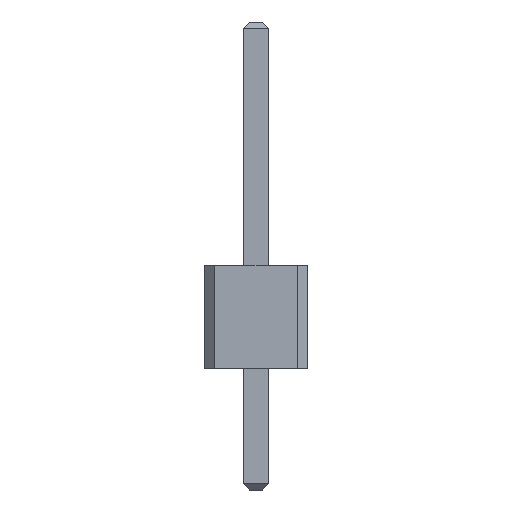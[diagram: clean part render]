
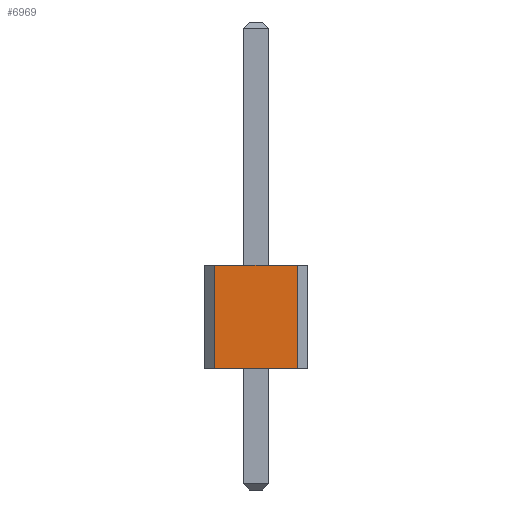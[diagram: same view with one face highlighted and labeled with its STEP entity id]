
A CAD part, front view. The second image highlights one B-rep face of the part: STEP entity #6969.
In plain terms, the highlighted planar face has unit normal (0, -1, 0).
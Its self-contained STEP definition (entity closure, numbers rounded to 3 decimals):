
#695 = VERTEX_POINT('',#696);
#696 = CARTESIAN_POINT('',(1.02,-64.77,0.));
#702 = EDGE_CURVE('',#703,#695,#705,.T.);
#703 = VERTEX_POINT('',#704);
#704 = CARTESIAN_POINT('',(-1.02,-64.77,0.));
#705 = LINE('',#706,#707);
#706 = CARTESIAN_POINT('',(-1.27,-64.77,0.));
#707 = VECTOR('',#708,1.);
#708 = DIRECTION('',(1.,0.,0.));
#2867 = VERTEX_POINT('',#2868);
#2868 = CARTESIAN_POINT('',(-1.02,-64.77,2.54));
#2874 = EDGE_CURVE('',#2867,#2875,#2877,.T.);
#2875 = VERTEX_POINT('',#2876);
#2876 = CARTESIAN_POINT('',(1.02,-64.77,2.54));
#2877 = LINE('',#2878,#2879);
#2878 = CARTESIAN_POINT('',(-1.27,-64.77,2.54));
#2879 = VECTOR('',#2880,1.);
#2880 = DIRECTION('',(1.,0.,0.));
#6959 = EDGE_CURVE('',#703,#2867,#6960,.T.);
#6960 = LINE('',#6961,#6962);
#6961 = CARTESIAN_POINT('',(-1.02,-64.77,0.));
#6962 = VECTOR('',#6963,1.);
#6963 = DIRECTION('',(0.,0.,1.));
#6969 = ADVANCED_FACE('',(#6970),#6981,.F.);
#6970 = FACE_BOUND('',#6971,.F.);
#6971 = EDGE_LOOP('',(#6972,#6973,#6974,#6975));
#6972 = ORIENTED_EDGE('',*,*,#702,.F.);
#6973 = ORIENTED_EDGE('',*,*,#6959,.T.);
#6974 = ORIENTED_EDGE('',*,*,#2874,.T.);
#6975 = ORIENTED_EDGE('',*,*,#6976,.F.);
#6976 = EDGE_CURVE('',#695,#2875,#6977,.T.);
#6977 = LINE('',#6978,#6979);
#6978 = CARTESIAN_POINT('',(1.02,-64.77,0.));
#6979 = VECTOR('',#6980,1.);
#6980 = DIRECTION('',(0.,0.,1.));
#6981 = PLANE('',#6982);
#6982 = AXIS2_PLACEMENT_3D('',#6983,#6984,#6985);
#6983 = CARTESIAN_POINT('',(-1.27,-64.77,0.));
#6984 = DIRECTION('',(0.,1.,0.));
#6985 = DIRECTION('',(1.,0.,0.));
